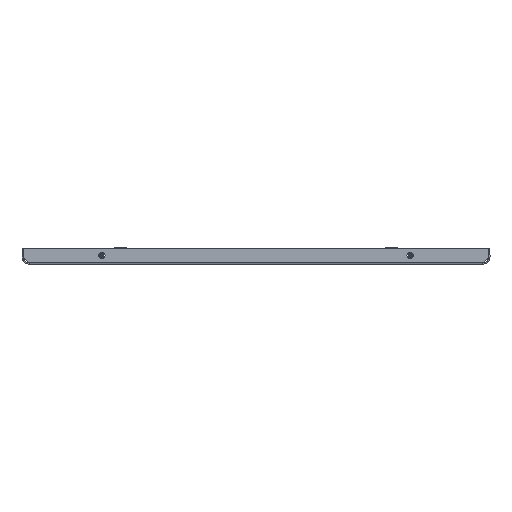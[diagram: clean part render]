
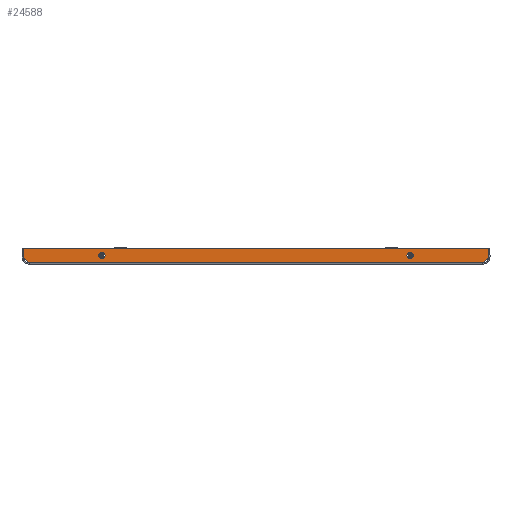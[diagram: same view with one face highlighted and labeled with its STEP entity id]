
A CAD part, front view. The second image highlights one B-rep face of the part: STEP entity #24588.
In plain terms, the highlighted planar face has unit normal (0, -1, 0).
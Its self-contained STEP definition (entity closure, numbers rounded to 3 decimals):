
#2244 = DIRECTION ( 'NONE',  ( 0., 1., 0. ) ) ;
#2250 = PLANE ( 'NONE',  #24426 ) ;
#2254 = CARTESIAN_POINT ( 'NONE',  ( -295.5, -1077.5, 20. ) ) ;
#3023 = DIRECTION ( 'NONE',  ( -1., 0., 0. ) ) ;
#13637 = CARTESIAN_POINT ( 'NONE',  ( 195.5, -1077.5, 15. ) ) ;
#13644 = CARTESIAN_POINT ( 'NONE',  ( -295.4, -1077.5, 8.9 ) ) ;
#13648 = CARTESIAN_POINT ( 'NONE',  ( -195.5, -1077.5, 15. ) ) ;
#13690 = CARTESIAN_POINT ( 'NONE',  ( 295.4, -1077.5, 20. ) ) ;
#13720 = CARTESIAN_POINT ( 'NONE',  ( 295.4, -1077.5, 8.9 ) ) ;
#13722 = CARTESIAN_POINT ( 'NONE',  ( -288.016, -1077.5, 1.51 ) ) ;
#13779 = CARTESIAN_POINT ( 'NONE',  ( -195.5, -1077.5, 7. ) ) ;
#13862 = CARTESIAN_POINT ( 'NONE',  ( -295.4, -1077.5, 20. ) ) ;
#13911 = CARTESIAN_POINT ( 'NONE',  ( 195.5, -1077.5, 7. ) ) ;
#14615 = FACE_BOUND ( 'NONE', #30855, .T. ) ;
#14617 = FACE_BOUND ( 'NONE', #30853, .T. ) ;
#14624 = FACE_OUTER_BOUND ( 'NONE', #30848, .T. ) ;
#16141 = AXIS2_PLACEMENT_3D ( 'NONE', #19416, #19425, #19354 ) ;
#16390 = AXIS2_PLACEMENT_3D ( 'NONE', #19629, #19486, #19487 ) ;
#18022 = AXIS2_PLACEMENT_3D ( 'NONE', #19717, #19769, #19697 ) ;
#18043 = AXIS2_PLACEMENT_3D ( 'NONE', #20344, #19991, #19927 ) ;
#19354 = DIRECTION ( 'NONE',  ( -1., 0., 0. ) ) ;
#19373 = CARTESIAN_POINT ( 'NONE',  ( -301., -1077.5, 14.504 ) ) ;
#19416 = CARTESIAN_POINT ( 'NONE',  ( 195.5, -1077.5, 11. ) ) ;
#19425 = DIRECTION ( 'NONE',  ( 0., 1., 0. ) ) ;
#19466 = CARTESIAN_POINT ( 'NONE',  ( 5.725, -1077.5, -280.996 ) ) ;
#19486 = DIRECTION ( 'NONE',  ( 0., -1., 0. ) ) ;
#19487 = DIRECTION ( 'NONE',  ( -1., 0., 0. ) ) ;
#19521 = CARTESIAN_POINT ( 'NONE',  ( -295.4, -1077.5, 1.51 ) ) ;
#19629 = CARTESIAN_POINT ( 'NONE',  ( -195.5, -1077.5, 11. ) ) ;
#19670 = DIRECTION ( 'NONE',  ( -0.707, 0., -0.707 ) ) ;
#19697 = DIRECTION ( 'NONE',  ( -1., 0., 0. ) ) ;
#19717 = CARTESIAN_POINT ( 'NONE',  ( -195.5, -1077.5, 11. ) ) ;
#19769 = DIRECTION ( 'NONE',  ( 0., -1., 0. ) ) ;
#19824 = CARTESIAN_POINT ( 'NONE',  ( 295.4, -1077.5, 1.51 ) ) ;
#19927 = DIRECTION ( 'NONE',  ( -1., 0., 0. ) ) ;
#19969 = CARTESIAN_POINT ( 'NONE',  ( -295.5, -1077.5, 20. ) ) ;
#19991 = DIRECTION ( 'NONE',  ( 0., 1., 0. ) ) ;
#20344 = CARTESIAN_POINT ( 'NONE',  ( 195.5, -1077.5, 11. ) ) ;
#20399 = DIRECTION ( 'NONE',  ( -1., 0., 0. ) ) ;
#20450 = DIRECTION ( 'NONE',  ( 0., 0., 1. ) ) ;
#20465 = DIRECTION ( 'NONE',  ( 0.707, 0., -0.707 ) ) ;
#20476 = DIRECTION ( 'NONE',  ( -1., 0., 0. ) ) ;
#20507 = DIRECTION ( 'NONE',  ( 0., 0., 1. ) ) ;
#20523 = CARTESIAN_POINT ( 'NONE',  ( -295.5, -1077.5, 1.51 ) ) ;
#20965 = CARTESIAN_POINT ( 'NONE',  ( 288.016, -1077.5, 1.51 ) ) ;
#22349 = VERTEX_POINT ( 'NONE', #13911 ) ;
#22399 = VERTEX_POINT ( 'NONE', #13862 ) ;
#22480 = VERTEX_POINT ( 'NONE', #13779 ) ;
#22533 = VERTEX_POINT ( 'NONE', #13722 ) ;
#22535 = VERTEX_POINT ( 'NONE', #13720 ) ;
#22563 = VERTEX_POINT ( 'NONE', #13690 ) ;
#22598 = VERTEX_POINT ( 'NONE', #13648 ) ;
#22601 = VERTEX_POINT ( 'NONE', #13644 ) ;
#22605 = VERTEX_POINT ( 'NONE', #13637 ) ;
#24426 = AXIS2_PLACEMENT_3D ( 'NONE', #2254, #2244, #3023 ) ;
#24588 = ADVANCED_FACE ( 'NONE', ( #14624, #14617, #14615 ), #2250, .F. ) ;
#27522 = CIRCLE ( 'NONE', #18043, 4. ) ;
#27523 = CIRCLE ( 'NONE', #18022, 4. ) ;
#27530 = VECTOR ( 'NONE', #19670, 1000. ) ;
#28909 = EDGE_CURVE ( 'NONE', #22598, #22480, #30395, .T. ) ;
#29205 = EDGE_CURVE ( 'NONE', #22349, #22605, #33134, .T. ) ;
#29234 = EDGE_CURVE ( 'NONE', #22563, #22399, #33111, .T. ) ;
#29237 = EDGE_CURVE ( 'NONE', #22535, #22563, #33132, .T. ) ;
#29238 = EDGE_CURVE ( 'NONE', #30009, #22533, #33101, .T. ) ;
#29239 = EDGE_CURVE ( 'NONE', #22601, #22533, #33146, .T. ) ;
#29240 = EDGE_CURVE ( 'NONE', #22601, #22399, #30320, .T. ) ;
#29241 = EDGE_CURVE ( 'NONE', #22535, #30009, #33130, .T. ) ;
#29243 = EDGE_CURVE ( 'NONE', #22605, #22349, #27522, .T. ) ;
#29246 = EDGE_CURVE ( 'NONE', #22480, #22598, #27523, .T. ) ;
#29763 = ORIENTED_EDGE ( 'NONE', *, *, #29240, .F. ) ;
#29766 = ORIENTED_EDGE ( 'NONE', *, *, #29239, .T. ) ;
#29767 = ORIENTED_EDGE ( 'NONE', *, *, #29238, .F. ) ;
#29768 = ORIENTED_EDGE ( 'NONE', *, *, #29241, .F. ) ;
#29769 = ORIENTED_EDGE ( 'NONE', *, *, #29237, .T. ) ;
#29772 = ORIENTED_EDGE ( 'NONE', *, *, #29234, .T. ) ;
#29774 = ORIENTED_EDGE ( 'NONE', *, *, #29243, .T. ) ;
#29780 = ORIENTED_EDGE ( 'NONE', *, *, #29205, .T. ) ;
#29782 = ORIENTED_EDGE ( 'NONE', *, *, #28909, .F. ) ;
#29784 = ORIENTED_EDGE ( 'NONE', *, *, #29246, .F. ) ;
#30009 = VERTEX_POINT ( 'NONE', #20965 ) ;
#30320 = LINE ( 'NONE', #19521, #30326 ) ;
#30326 = VECTOR ( 'NONE', #20450, 1000. ) ;
#30395 = CIRCLE ( 'NONE', #16390, 4. ) ;
#30848 = EDGE_LOOP ( 'NONE', ( #29763, #29766, #29767, #29768, #29769, #29772 ) ) ;
#30853 = EDGE_LOOP ( 'NONE', ( #29774, #29780 ) ) ;
#30855 = EDGE_LOOP ( 'NONE', ( #29782, #29784 ) ) ;
#33101 = LINE ( 'NONE', #20523, #33108 ) ;
#33105 = VECTOR ( 'NONE', #20399, 1000. ) ;
#33108 = VECTOR ( 'NONE', #20476, 1000. ) ;
#33111 = LINE ( 'NONE', #19969, #33105 ) ;
#33116 = VECTOR ( 'NONE', #20465, 1000. ) ;
#33130 = LINE ( 'NONE', #19466, #27530 ) ;
#33132 = LINE ( 'NONE', #19824, #33158 ) ;
#33134 = CIRCLE ( 'NONE', #16141, 4. ) ;
#33146 = LINE ( 'NONE', #19373, #33116 ) ;
#33158 = VECTOR ( 'NONE', #20507, 1000. ) ;
